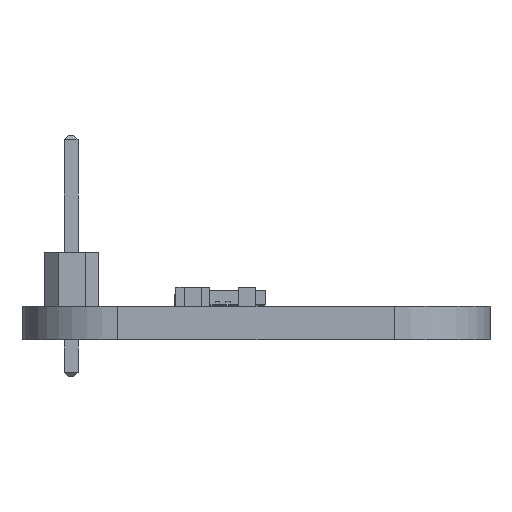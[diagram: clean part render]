
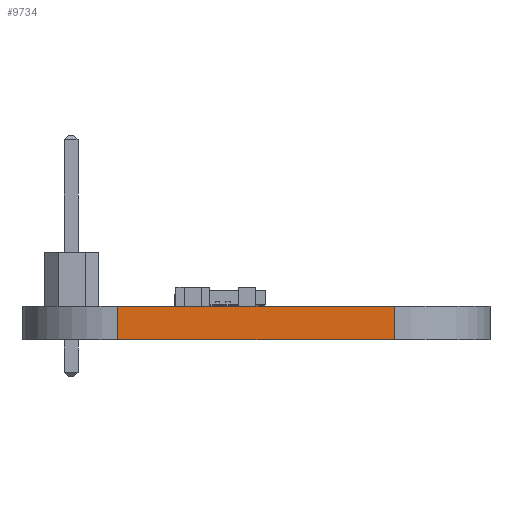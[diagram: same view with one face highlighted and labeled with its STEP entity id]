
A CAD part, left-side view. The second image highlights one B-rep face of the part: STEP entity #9734.
In plain terms, the highlighted planar face has unit normal (-1, 0, 0).
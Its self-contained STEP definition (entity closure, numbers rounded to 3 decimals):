
#566=PLANE('',#10486);
#1021=FACE_OUTER_BOUND('',#1547,.T.);
#1547=EDGE_LOOP('',(#7834,#7835,#7836,#7837));
#2455=LINE('',#14448,#3596);
#2609=LINE('',#14863,#3750);
#2625=LINE('',#14902,#3766);
#2626=LINE('',#14904,#3767);
#3596=VECTOR('',#11720,10.);
#3750=VECTOR('',#12156,10.);
#3766=VECTOR('',#12198,10.);
#3767=VECTOR('',#12201,10.);
#4708=VERTEX_POINT('',#14446);
#4709=VERTEX_POINT('',#14447);
#4829=VERTEX_POINT('',#14862);
#4839=VERTEX_POINT('',#14900);
#5741=EDGE_CURVE('',#4708,#4709,#2455,.T.);
#5959=EDGE_CURVE('',#4708,#4829,#2609,.T.);
#5979=EDGE_CURVE('',#4709,#4839,#2625,.T.);
#5980=EDGE_CURVE('',#4829,#4839,#2626,.T.);
#7834=ORIENTED_EDGE('',*,*,#5741,.T.);
#7835=ORIENTED_EDGE('',*,*,#5979,.T.);
#7836=ORIENTED_EDGE('',*,*,#5980,.F.);
#7837=ORIENTED_EDGE('',*,*,#5959,.F.);
#9734=ADVANCED_FACE('',(#1021),#566,.T.);
#10486=AXIS2_PLACEMENT_3D('',#14903,#12199,#12200);
#11720=DIRECTION('',(0.,-1.,0.));
#12156=DIRECTION('',(0.,0.,1.));
#12198=DIRECTION('',(0.,0.,1.));
#12199=DIRECTION('center_axis',(-1.,0.,0.));
#12200=DIRECTION('ref_axis',(0.,-1.,0.));
#12201=DIRECTION('',(0.,-1.,0.));
#14446=CARTESIAN_POINT('',(0.,17.5,0.));
#14447=CARTESIAN_POINT('',(0.,4.5,0.));
#14448=CARTESIAN_POINT('',(0.,17.5,0.));
#14862=CARTESIAN_POINT('',(0.,17.5,1.57));
#14863=CARTESIAN_POINT('',(0.,17.5,0.));
#14900=CARTESIAN_POINT('',(0.,4.5,1.57));
#14902=CARTESIAN_POINT('',(0.,4.5,0.));
#14903=CARTESIAN_POINT('Origin',(0.,17.5,0.));
#14904=CARTESIAN_POINT('',(0.,17.5,1.57));
